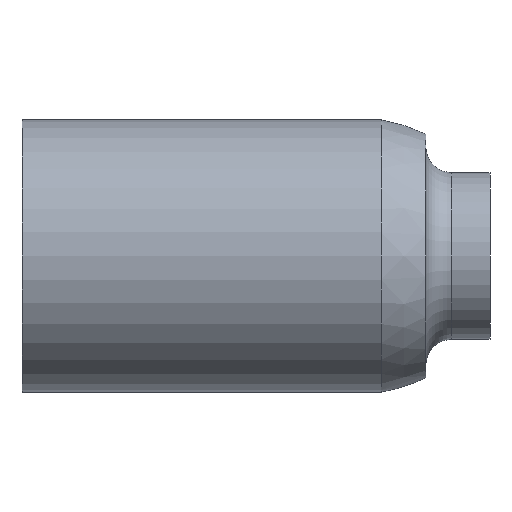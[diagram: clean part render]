
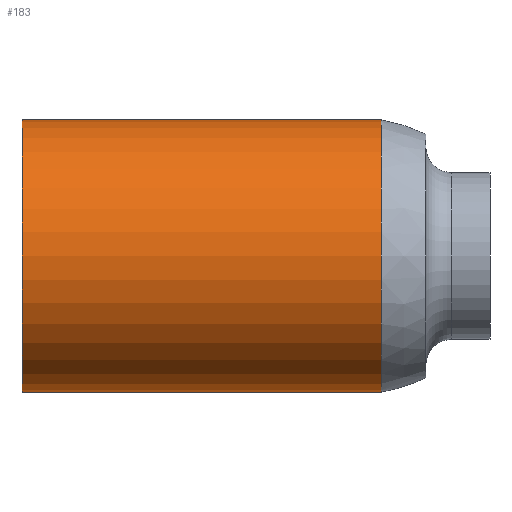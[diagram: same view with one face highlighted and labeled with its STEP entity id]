
A CAD part, left-side view. The second image highlights one B-rep face of the part: STEP entity #183.
In plain terms, the highlighted cylindrical face has radius 10.61 mm (diameter 21.22 mm), a full revolution.
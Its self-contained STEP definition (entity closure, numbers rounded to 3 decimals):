
#32=LINE('',#354,#38);
#38=VECTOR('',#277,10.61);
#42=CYLINDRICAL_SURFACE('',#213,10.61);
#55=FACE_OUTER_BOUND('',#72,.T.);
#72=EDGE_LOOP('',(#165,#166,#167,#168,#169));
#83=CIRCLE('',#204,10.61);
#86=CIRCLE('',#210,10.61);
#88=CIRCLE('',#212,10.61);
#98=VERTEX_POINT('',#309);
#102=VERTEX_POINT('',#348);
#103=VERTEX_POINT('',#349);
#117=EDGE_CURVE('',#98,#98,#83,.T.);
#122=EDGE_CURVE('',#102,#103,#86,.T.);
#124=EDGE_CURVE('',#103,#102,#88,.T.);
#125=EDGE_CURVE('',#98,#103,#32,.T.);
#165=ORIENTED_EDGE('',*,*,#117,.F.);
#166=ORIENTED_EDGE('',*,*,#125,.T.);
#167=ORIENTED_EDGE('',*,*,#124,.T.);
#168=ORIENTED_EDGE('',*,*,#122,.T.);
#169=ORIENTED_EDGE('',*,*,#125,.F.);
#183=ADVANCED_FACE('',(#55),#42,.T.);
#204=AXIS2_PLACEMENT_3D('',#310,#255,#256);
#210=AXIS2_PLACEMENT_3D('',#350,#269,#270);
#212=AXIS2_PLACEMENT_3D('',#352,#273,#274);
#213=AXIS2_PLACEMENT_3D('',#353,#275,#276);
#255=DIRECTION('center_axis',(0.,1.,0.));
#256=DIRECTION('ref_axis',(1.,0.,0.));
#269=DIRECTION('center_axis',(0.,1.,0.));
#270=DIRECTION('ref_axis',(1.,0.,0.));
#273=DIRECTION('center_axis',(0.,1.,0.));
#274=DIRECTION('ref_axis',(1.,0.,0.));
#275=DIRECTION('center_axis',(0.,1.,0.));
#276=DIRECTION('ref_axis',(-1.,0.,0.));
#277=DIRECTION('',(0.,-1.,0.));
#309=CARTESIAN_POINT('',(10.72,83.,0.));
#310=CARTESIAN_POINT('Origin',(0.11,83.,0.));
#348=CARTESIAN_POINT('',(0.11,55.,-10.61));
#349=CARTESIAN_POINT('',(10.72,55.,0.));
#350=CARTESIAN_POINT('Origin',(0.11,55.,0.));
#352=CARTESIAN_POINT('Origin',(0.11,55.,0.));
#353=CARTESIAN_POINT('Origin',(0.11,69.,0.));
#354=CARTESIAN_POINT('',(10.72,69.,0.));
